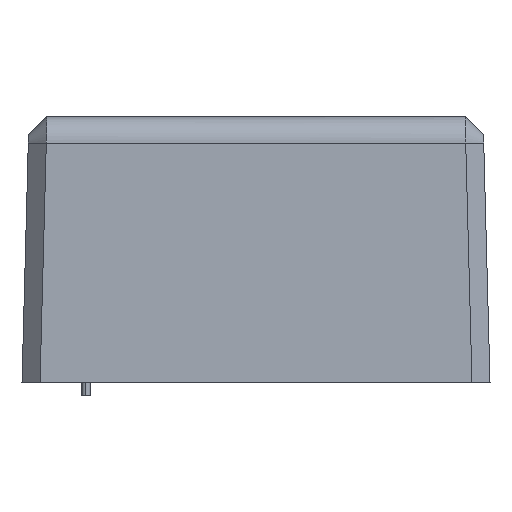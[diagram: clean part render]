
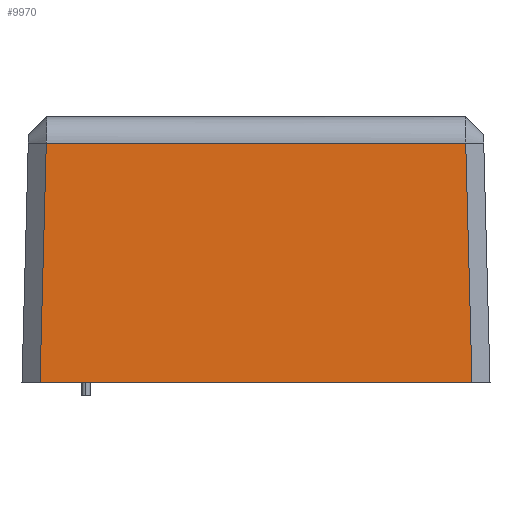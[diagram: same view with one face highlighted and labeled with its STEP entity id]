
A CAD part, left-side view. The second image highlights one B-rep face of the part: STEP entity #9970.
In plain terms, the highlighted planar face has unit normal (-1, 0, 0.026).
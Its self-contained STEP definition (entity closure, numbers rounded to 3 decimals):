
#570=CARTESIAN_POINT('',(2.684,6.25,
8.579));
#580=VERTEX_POINT('',#570);
#610=CARTESIAN_POINT('',(2.684,4.667,
8.579));
#620=DIRECTION('',(0.,1.,0.));
#630=VECTOR('',#620,1.);
#640=LINE('',#610,#630);
#650=CARTESIAN_POINT('',(2.684,52.857,
8.579));
#660=VERTEX_POINT('',#650);
#670=EDGE_CURVE('',#580,#660,#640,.T.);
#9510=CARTESIAN_POINT('',(1.988,5.554,
-18.));
#9520=VERTEX_POINT('',#9510);
#9550=CARTESIAN_POINT('',(2.684,6.25,
8.579));
#9560=CARTESIAN_POINT('',(2.682,6.247,
8.484));
#9570=CARTESIAN_POINT('',(2.679,6.245,
8.387));
#9580=CARTESIAN_POINT('',(2.563,6.129,
3.943));
#9590=CARTESIAN_POINT('',(2.449,6.015,
-0.41));
#9600=CARTESIAN_POINT('',(2.202,5.768,
-9.842));
#9610=CARTESIAN_POINT('',(2.069,5.635,
-14.92));
#9620=CARTESIAN_POINT('',(1.936,5.502,
-19.999));
#9630=B_SPLINE_CURVE_WITH_KNOTS('',3,(#9550,#9560,#9570,#9580,#9590,
#9600,#9610,#9620),.UNSPECIFIED.,.F.,.F.,(4,2,2,4),(0.,0.274
,13.341,28.587),.UNSPECIFIED.);
#9640=EDGE_CURVE('',#580,#9520,#9630,.T.);
#9690=CARTESIAN_POINT('',(1.988,3.553,-18.));
#9700=DIRECTION('',(-1.,0.,0.026));
#9710=DIRECTION('',(0.,-1.,0.));
#9720=AXIS2_PLACEMENT_3D('',#9690,#9700,#9710);
#9730=PLANE('',#9720);
#9740=CARTESIAN_POINT('',(1.988,55.553,-18.));
#9750=DIRECTION('',(0.,-1.,0.));
#9760=VECTOR('',#9750,1.);
#9770=LINE('',#9740,#9760);
#9780=CARTESIAN_POINT('',(1.988,53.553,
-18.));
#9790=VERTEX_POINT('',#9780);
#9800=EDGE_CURVE('',#9790,#9520,#9770,.T.);
#9810=ORIENTED_EDGE('',*,*,#9800,.T.);
#9820=CARTESIAN_POINT('',(2.684,52.857,
8.579));
#9830=CARTESIAN_POINT('',(2.682,52.859,
8.484));
#9840=CARTESIAN_POINT('',(2.679,52.862,
8.387));
#9850=CARTESIAN_POINT('',(2.563,52.978,
3.943));
#9860=CARTESIAN_POINT('',(2.449,53.092,
-0.41));
#9870=CARTESIAN_POINT('',(2.202,53.339,
-9.842));
#9880=CARTESIAN_POINT('',(2.069,53.472,
-14.92));
#9890=CARTESIAN_POINT('',(1.936,53.605,
-19.999));
#9900=B_SPLINE_CURVE_WITH_KNOTS('',3,(#9820,#9830,#9840,#9850,#9860,
#9870,#9880,#9890),.UNSPECIFIED.,.F.,.F.,(4,2,2,4),(0.,0.274
,13.341,28.587),.UNSPECIFIED.);
#9910=EDGE_CURVE('',#660,#9790,#9900,.T.);
#9920=ORIENTED_EDGE('',*,*,#9910,.T.);
#9930=ORIENTED_EDGE('',*,*,#670,.T.);
#9940=ORIENTED_EDGE('',*,*,#9640,.F.);
#9950=EDGE_LOOP('',(#9940,#9930,#9920,#9810));
#9960=FACE_OUTER_BOUND('',#9950,.T.);
#9970=ADVANCED_FACE('',(#9960),#9730,.T.);
